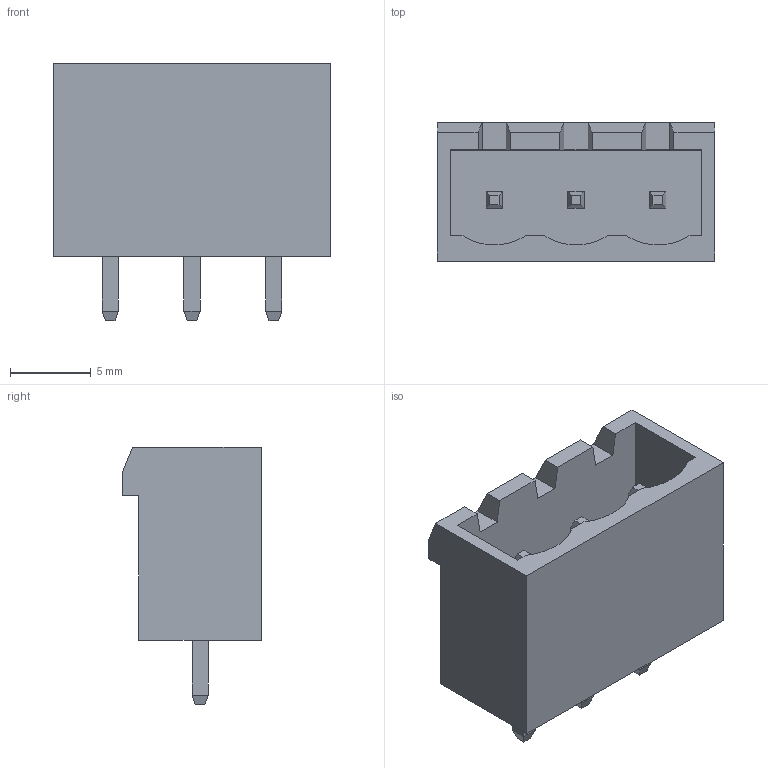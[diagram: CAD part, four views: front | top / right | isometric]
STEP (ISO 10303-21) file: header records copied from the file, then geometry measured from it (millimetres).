
FILE_DESCRIPTION(/* description */ ('model of PhoenixContact_MSTBVA-G_03x5.08mm_Vertical.'),/* implementation_level */ FILE_NAME(/* name */ 'PhoenixContact_MSTBVA-G_03x5.08mm_Vertical..stp',/* time_stamp */ '2017-02-27T16:29:32',/* author */ ('Rene Poeschl',''),/* organization */ (''),/* preprocessor_version */ '',/* originating_system */ '',/* authorisation */ '');
FILE_NAME(/* name */ 'PhoenixContact_MSTBVA-G_03x5.08mm_Vertical..stp',/* time_stamp */ '2017-02-27T16:29:32',/* author */ ('Rene Poeschl',''),/* organization */ (''),/* preprocessor_version */ '',/* originating_system */ '',/* authorisation */ '');
FILE_SCHEMA(('AUTOMOTIVE_DESIGN_CC2 { 1 2 10303 214 -1 1 5 4 }'));
Length unit declared in the file: millimetre
Products named in the file (1): MSTBVA_01x03_G_5_08mm
Bounding box: 17.24 x 8.6 x 16 mm (x, y, z)
Volume: 889.5 mm3; surface area: 1368.8 mm2
Topology: 1 solids, 1 shells, 88 faces, 210 edges, 130 vertices
Faces by surface type: plane 85, cylinder 3
Entity records: 5759 total; most frequent: CARTESIAN_POINT 909, DIRECTION 754, LINE 558, VECTOR 558, ORIENTED_EDGE 420, PCURVE 420, DEFINITIONAL_REPRESENTATION 420, EDGE_CURVE 210
